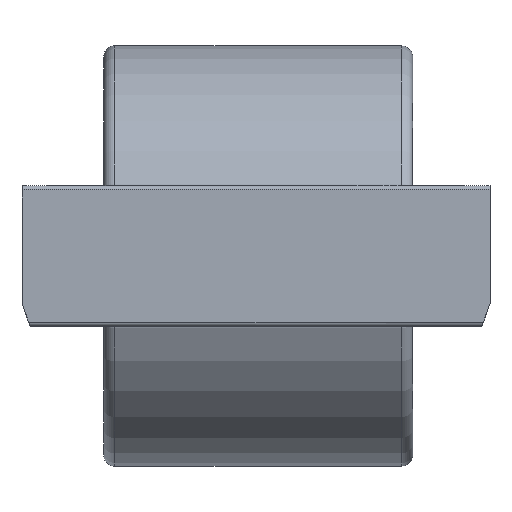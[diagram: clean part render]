
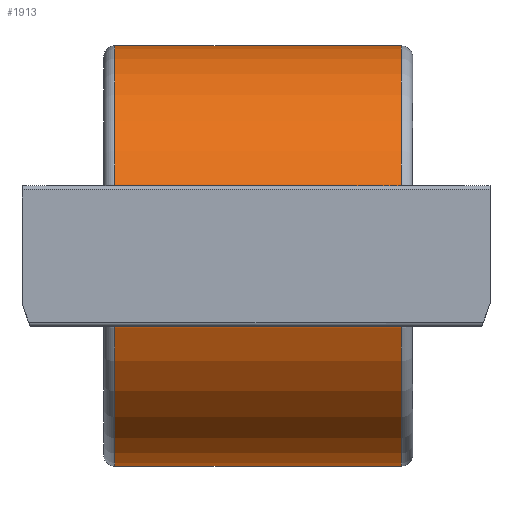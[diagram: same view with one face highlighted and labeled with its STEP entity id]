
A CAD part, front view. The second image highlights one B-rep face of the part: STEP entity #1913.
In plain terms, the highlighted cylindrical face has radius 14.954 mm (diameter 29.907 mm), a full revolution.
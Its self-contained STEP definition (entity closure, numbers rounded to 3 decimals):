
#47=FACE_BOUND('',#320,.T.);
#214=FACE_OUTER_BOUND('',#319,.T.);
#319=EDGE_LOOP('',(#1710));
#320=EDGE_LOOP('',(#1711));
#788=CIRCLE('',#2056,14.954);
#789=CIRCLE('',#2058,14.954);
#963=VERTEX_POINT('',#3100);
#964=VERTEX_POINT('',#3103);
#1217=EDGE_CURVE('',#963,#963,#788,.T.);
#1218=EDGE_CURVE('',#964,#964,#789,.T.);
#1710=ORIENTED_EDGE('',*,*,#1217,.F.);
#1711=ORIENTED_EDGE('',*,*,#1218,.T.);
#1748=CYLINDRICAL_SURFACE('',#2057,14.954);
#1913=ADVANCED_FACE('',(#214,#47),#1748,.T.);
#2056=AXIS2_PLACEMENT_3D('',#3101,#2540,#2541);
#2057=AXIS2_PLACEMENT_3D('',#3102,#2542,#2543);
#2058=AXIS2_PLACEMENT_3D('',#3104,#2544,#2545);
#2540=DIRECTION('center_axis',(1.,0.,0.));
#2541=DIRECTION('ref_axis',(0.,0.,1.));
#2542=DIRECTION('center_axis',(-1.,0.,0.));
#2543=DIRECTION('ref_axis',(0.,0.,1.));
#2544=DIRECTION('center_axis',(1.,0.,0.));
#2545=DIRECTION('ref_axis',(0.,0.,1.));
#3100=CARTESIAN_POINT('',(10.35,0.,14.954));
#3101=CARTESIAN_POINT('Origin',(10.35,0.,0.));
#3102=CARTESIAN_POINT('Origin',(0.15,0.,0.));
#3103=CARTESIAN_POINT('',(-10.05,0.,-14.954));
#3104=CARTESIAN_POINT('Origin',(-10.05,0.,0.));
